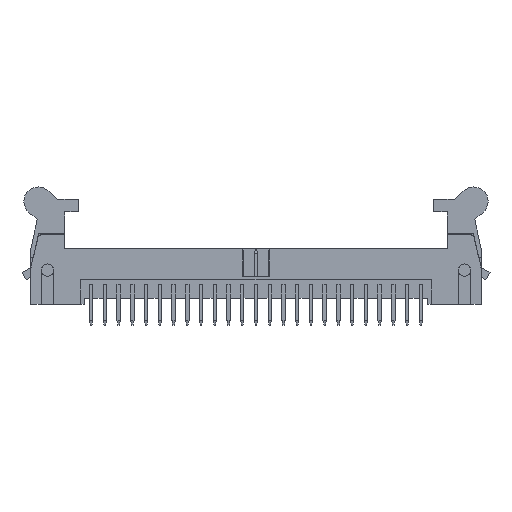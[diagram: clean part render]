
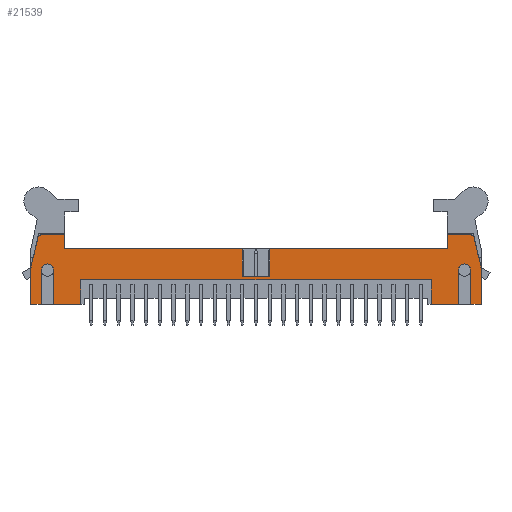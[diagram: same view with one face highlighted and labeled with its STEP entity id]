
A CAD part, left-side view. The second image highlights one B-rep face of the part: STEP entity #21539.
In plain terms, the highlighted face is planar.
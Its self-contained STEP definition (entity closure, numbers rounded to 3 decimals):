
#507=PLANE('',#23303);
#2626=LINE('',#32522,#5636);
#2629=LINE('',#32528,#5639);
#2680=LINE('',#32609,#5690);
#2684=LINE('',#32618,#5694);
#2704=LINE('',#32677,#5714);
#2723=LINE('',#32723,#5733);
#2726=LINE('',#32729,#5736);
#2732=LINE('',#32742,#5742);
#2740=LINE('',#32762,#5750);
#2743=LINE('',#32768,#5753);
#2746=LINE('',#32774,#5756);
#2748=LINE('',#32778,#5758);
#2752=LINE('',#32785,#5762);
#2754=LINE('',#32787,#5764);
#2791=LINE('',#32833,#5801);
#2795=LINE('',#32841,#5805);
#2801=LINE('',#32854,#5811);
#2805=LINE('',#32862,#5815);
#2807=LINE('',#32866,#5817);
#2808=LINE('',#32868,#5818);
#2809=LINE('',#32870,#5819);
#2810=LINE('',#32872,#5820);
#2811=LINE('',#32873,#5821);
#2812=LINE('',#32877,#5822);
#5636=VECTOR('',#26411,1000.);
#5639=VECTOR('',#26416,1000.);
#5690=VECTOR('',#26491,1000.);
#5694=VECTOR('',#26497,1000.);
#5714=VECTOR('',#26551,1000.);
#5733=VECTOR('',#26598,1000.);
#5736=VECTOR('',#26603,1000.);
#5742=VECTOR('',#26611,1000.);
#5750=VECTOR('',#26625,1000.);
#5753=VECTOR('',#26632,1000.);
#5756=VECTOR('',#26639,1000.);
#5758=VECTOR('',#26643,1000.);
#5762=VECTOR('',#26649,1000.);
#5764=VECTOR('',#26651,1000.);
#5801=VECTOR('',#26696,1000.);
#5805=VECTOR('',#26700,1000.);
#5811=VECTOR('',#26716,1000.);
#5815=VECTOR('',#26722,1000.);
#5817=VECTOR('',#26726,1000.);
#5818=VECTOR('',#26727,1000.);
#5819=VECTOR('',#26728,1000.);
#5820=VECTOR('',#26731,1000.);
#5821=VECTOR('',#26732,1000.);
#5822=VECTOR('',#26735,1000.);
#10038=ORIENTED_EDGE('',*,*,#15023,.F.);
#10039=ORIENTED_EDGE('',*,*,#14890,.F.);
#10040=ORIENTED_EDGE('',*,*,#14976,.F.);
#10041=ORIENTED_EDGE('',*,*,#14972,.F.);
#10042=ORIENTED_EDGE('',*,*,#14970,.F.);
#10043=ORIENTED_EDGE('',*,*,#14931,.F.);
#10044=ORIENTED_EDGE('',*,*,#14967,.F.);
#10045=ORIENTED_EDGE('',*,*,#14964,.F.);
#10046=ORIENTED_EDGE('',*,*,#14955,.F.);
#10047=ORIENTED_EDGE('',*,*,#15032,.F.);
#10048=ORIENTED_EDGE('',*,*,#15033,.T.);
#10049=ORIENTED_EDGE('',*,*,#15034,.T.);
#10050=ORIENTED_EDGE('',*,*,#15026,.F.);
#10051=ORIENTED_EDGE('',*,*,#14949,.F.);
#10052=ORIENTED_EDGE('',*,*,#14946,.F.);
#10053=ORIENTED_EDGE('',*,*,#15035,.F.);
#10054=ORIENTED_EDGE('',*,*,#15030,.F.);
#10055=ORIENTED_EDGE('',*,*,#15036,.F.);
#10056=ORIENTED_EDGE('',*,*,#15019,.F.);
#10057=ORIENTED_EDGE('',*,*,#15037,.F.);
#10058=ORIENTED_EDGE('',*,*,#15038,.F.);
#10059=ORIENTED_EDGE('',*,*,#15039,.F.);
#10060=ORIENTED_EDGE('',*,*,#15015,.F.);
#10061=ORIENTED_EDGE('',*,*,#14922,.F.);
#10062=ORIENTED_EDGE('',*,*,#14836,.F.);
#10063=ORIENTED_EDGE('',*,*,#14833,.T.);
#10064=ORIENTED_EDGE('',*,*,#14978,.F.);
#10065=ORIENTED_EDGE('',*,*,#14894,.F.);
#14833=EDGE_CURVE('',#17483,#17482,#2626,.T.);
#14836=EDGE_CURVE('',#17483,#17485,#2629,.T.);
#14890=EDGE_CURVE('',#17503,#17504,#2680,.T.);
#14894=EDGE_CURVE('',#17507,#17508,#2684,.T.);
#14922=EDGE_CURVE('',#17485,#17519,#2704,.T.);
#14931=EDGE_CURVE('',#17524,#17525,#18429,.T.);
#14946=EDGE_CURVE('',#17533,#17534,#2723,.T.);
#14949=EDGE_CURVE('',#17534,#17536,#2726,.T.);
#14955=EDGE_CURVE('',#17541,#17538,#2732,.T.);
#14964=EDGE_CURVE('',#17538,#17547,#2740,.T.);
#14967=EDGE_CURVE('',#17547,#17524,#2743,.T.);
#14970=EDGE_CURVE('',#17525,#17549,#2746,.T.);
#14972=EDGE_CURVE('',#17549,#17550,#2748,.T.);
#14976=EDGE_CURVE('',#17550,#17503,#2752,.T.);
#14978=EDGE_CURVE('',#17508,#17482,#2754,.T.);
#15015=EDGE_CURVE('',#17519,#17557,#2791,.T.);
#15019=EDGE_CURVE('',#17560,#17561,#2795,.T.);
#15023=EDGE_CURVE('',#17504,#17507,#18431,.T.);
#15026=EDGE_CURVE('',#17536,#17563,#2801,.T.);
#15030=EDGE_CURVE('',#17565,#17566,#2805,.T.);
#15032=EDGE_CURVE('',#17567,#17541,#2807,.T.);
#15033=EDGE_CURVE('',#17567,#17568,#2808,.T.);
#15034=EDGE_CURVE('',#17568,#17563,#2809,.T.);
#15035=EDGE_CURVE('',#17566,#17533,#18432,.T.);
#15036=EDGE_CURVE('',#17561,#17565,#2810,.T.);
#15037=EDGE_CURVE('',#17569,#17560,#2811,.T.);
#15038=EDGE_CURVE('',#17570,#17569,#18433,.T.);
#15039=EDGE_CURVE('',#17557,#17570,#2812,.T.);
#17482=VERTEX_POINT('',#32521);
#17483=VERTEX_POINT('',#32523);
#17485=VERTEX_POINT('',#32529);
#17503=VERTEX_POINT('',#32610);
#17504=VERTEX_POINT('',#32611);
#17507=VERTEX_POINT('',#32619);
#17508=VERTEX_POINT('',#32620);
#17519=VERTEX_POINT('',#32674);
#17524=VERTEX_POINT('',#32693);
#17525=VERTEX_POINT('',#32695);
#17533=VERTEX_POINT('',#32722);
#17534=VERTEX_POINT('',#32724);
#17536=VERTEX_POINT('',#32730);
#17538=VERTEX_POINT('',#32736);
#17541=VERTEX_POINT('',#32741);
#17547=VERTEX_POINT('',#32763);
#17549=VERTEX_POINT('',#32775);
#17550=VERTEX_POINT('',#32779);
#17557=VERTEX_POINT('',#32834);
#17560=VERTEX_POINT('',#32840);
#17561=VERTEX_POINT('',#32842);
#17563=VERTEX_POINT('',#32855);
#17565=VERTEX_POINT('',#32861);
#17566=VERTEX_POINT('',#32863);
#17567=VERTEX_POINT('',#32867);
#17568=VERTEX_POINT('',#32869);
#17569=VERTEX_POINT('',#32874);
#17570=VERTEX_POINT('',#32876);
#18429=CIRCLE('',#23275,0.75);
#18431=CIRCLE('',#23298,0.9);
#18432=CIRCLE('',#23304,0.75);
#18433=CIRCLE('',#23305,0.9);
#18949=EDGE_LOOP('',(#10038,#10039,#10040,#10041,#10042,#10043,#10044,#10045,
#10046,#10047,#10048,#10049,#10050,#10051,#10052,#10053,#10054,#10055,#10056,
#10057,#10058,#10059,#10060,#10061,#10062,#10063,#10064,#10065));
#20237=FACE_BOUND('',#18949,.T.);
#21539=ADVANCED_FACE('',(#20237),#507,.F.);
#23275=AXIS2_PLACEMENT_3D('',#32694,#26571,#26572);
#23298=AXIS2_PLACEMENT_3D('',#32848,#26706,#26707);
#23303=AXIS2_PLACEMENT_3D('',#32865,#26724,#26725);
#23304=AXIS2_PLACEMENT_3D('',#32871,#26729,#26730);
#23305=AXIS2_PLACEMENT_3D('',#32875,#26733,#26734);
#26411=DIRECTION('',(0.,0.,-1.));
#26416=DIRECTION('',(-1.,0.,0.));
#26491=DIRECTION('',(0.,0.,1.));
#26497=DIRECTION('',(0.,0.,-1.));
#26551=DIRECTION('',(0.,0.,-1.));
#26571=DIRECTION('',(0.,1.,0.));
#26572=DIRECTION('',(0.,0.,1.));
#26598=DIRECTION('',(1.,0.,0.));
#26603=DIRECTION('',(0.,0.,-1.));
#26611=DIRECTION('',(1.,0.,0.));
#26625=DIRECTION('',(0.,0.,1.));
#26632=DIRECTION('',(1.,0.,0.));
#26639=DIRECTION('',(0.225,0.,-0.974));
#26643=DIRECTION('',(0.,0.,-1.));
#26649=DIRECTION('',(-1.,0.,0.));
#26651=DIRECTION('',(-1.,0.,0.));
#26696=DIRECTION('',(-1.,0.,0.));
#26700=DIRECTION('',(-1.,0.,0.));
#26706=DIRECTION('',(0.,-1.,0.));
#26707=DIRECTION('',(1.,0.,0.));
#26716=DIRECTION('',(1.,0.,0.));
#26722=DIRECTION('',(0.225,0.,0.974));
#26724=DIRECTION('',(0.,1.,0.));
#26725=DIRECTION('',(0.,0.,1.));
#26726=DIRECTION('',(0.,0.,1.));
#26727=DIRECTION('',(-1.,0.,0.));
#26728=DIRECTION('',(0.,0.,1.));
#26729=DIRECTION('',(0.,1.,0.));
#26730=DIRECTION('',(0.,0.,1.));
#26731=DIRECTION('',(0.,0.,1.));
#26732=DIRECTION('',(0.,0.,-1.));
#26733=DIRECTION('',(0.,-1.,0.));
#26734=DIRECTION('',(1.,0.,0.));
#26735=DIRECTION('',(0.,0.,1.));
#32521=CARTESIAN_POINT('',(25.5,-3.,-5.));
#32522=CARTESIAN_POINT('',(25.5,-3.,-1.4));
#32523=CARTESIAN_POINT('',(25.5,-3.,-1.4));
#32528=CARTESIAN_POINT('',(25.5,-3.,-1.4));
#32529=CARTESIAN_POINT('',(-25.5,-3.,-1.4));
#32609=CARTESIAN_POINT('',(31.25,-3.,-5.));
#32610=CARTESIAN_POINT('',(31.25,-3.,-5.));
#32611=CARTESIAN_POINT('',(31.25,-3.,0.));
#32618=CARTESIAN_POINT('',(29.45,-3.,0.));
#32619=CARTESIAN_POINT('',(29.45,-3.,0.));
#32620=CARTESIAN_POINT('',(29.45,-3.,-5.));
#32674=CARTESIAN_POINT('',(-25.5,-3.,-5.));
#32677=CARTESIAN_POINT('',(-25.5,-3.,-1.4));
#32693=CARTESIAN_POINT('',(31.053,-3.,5.2));
#32694=CARTESIAN_POINT('',(31.053,-3.,4.45));
#32695=CARTESIAN_POINT('',(31.784,-3.,4.619));
#32722=CARTESIAN_POINT('',(-31.053,-3.,5.2));
#32723=CARTESIAN_POINT('',(-31.65,-3.,5.2));
#32724=CARTESIAN_POINT('',(-27.85,-3.,5.2));
#32729=CARTESIAN_POINT('',(-27.85,-3.,5.2));
#32730=CARTESIAN_POINT('',(-27.85,-3.,3.1));
#32736=CARTESIAN_POINT('',(27.85,-3.,3.1));
#32741=CARTESIAN_POINT('',(2.,-3.,3.1));
#32742=CARTESIAN_POINT('',(-27.85,-3.,3.1));
#32762=CARTESIAN_POINT('',(27.85,-3.,3.1));
#32763=CARTESIAN_POINT('',(27.85,-3.,5.2));
#32768=CARTESIAN_POINT('',(27.85,-3.,5.2));
#32774=CARTESIAN_POINT('',(31.65,-3.,5.2));
#32775=CARTESIAN_POINT('',(32.85,-3.,0.));
#32778=CARTESIAN_POINT('',(32.85,-3.,0.));
#32779=CARTESIAN_POINT('',(32.85,-3.,-5.));
#32785=CARTESIAN_POINT('',(32.85,-3.,-5.));
#32787=CARTESIAN_POINT('',(32.85,-3.,-5.));
#32833=CARTESIAN_POINT('',(-25.,-3.,-5.));
#32834=CARTESIAN_POINT('',(-29.45,-3.,-5.));
#32840=CARTESIAN_POINT('',(-31.25,-3.,-5.));
#32841=CARTESIAN_POINT('',(-25.,-3.,-5.));
#32842=CARTESIAN_POINT('',(-32.85,-3.,-5.));
#32848=CARTESIAN_POINT('',(30.35,-3.,0.));
#32854=CARTESIAN_POINT('',(-27.85,-3.,3.1));
#32855=CARTESIAN_POINT('',(-2.,-3.,3.1));
#32861=CARTESIAN_POINT('',(-32.85,-3.,0.));
#32862=CARTESIAN_POINT('',(-32.85,-3.,0.));
#32863=CARTESIAN_POINT('',(-31.784,-3.,4.619));
#32865=CARTESIAN_POINT('',(0.,-3.,0.));
#32866=CARTESIAN_POINT('',(2.,-3.,-0.9));
#32867=CARTESIAN_POINT('',(2.,-3.,-0.9));
#32868=CARTESIAN_POINT('',(2.,-3.,-0.9));
#32869=CARTESIAN_POINT('',(-2.,-3.,-0.9));
#32870=CARTESIAN_POINT('',(-2.,-3.,-0.9));
#32871=CARTESIAN_POINT('',(-31.053,-3.,4.45));
#32872=CARTESIAN_POINT('',(-32.85,-3.,-5.));
#32873=CARTESIAN_POINT('',(-31.25,-3.,0.));
#32874=CARTESIAN_POINT('',(-31.25,-3.,0.));
#32875=CARTESIAN_POINT('',(-30.35,-3.,0.));
#32876=CARTESIAN_POINT('',(-29.45,-3.,0.));
#32877=CARTESIAN_POINT('',(-29.45,-3.,-5.));
